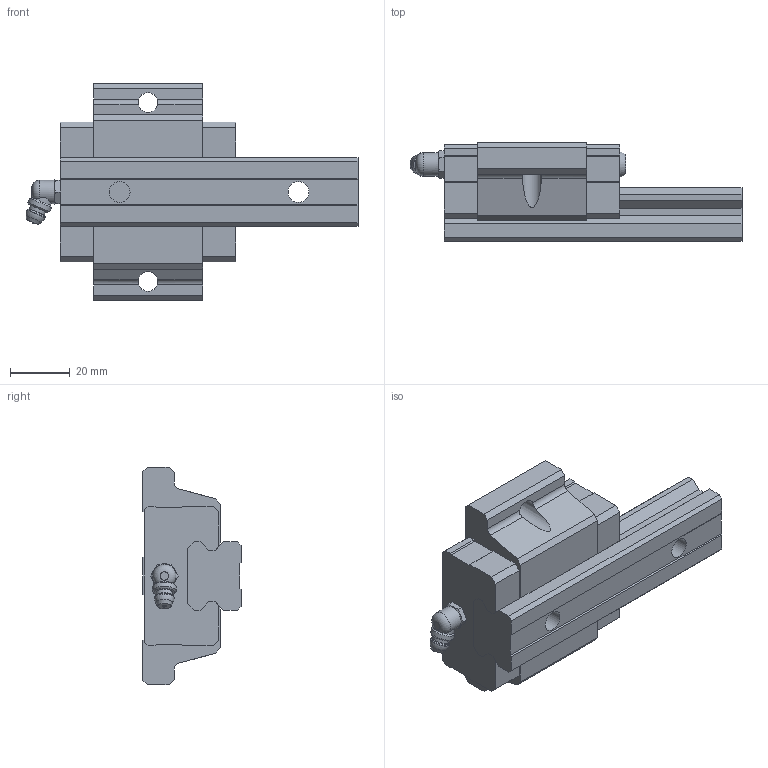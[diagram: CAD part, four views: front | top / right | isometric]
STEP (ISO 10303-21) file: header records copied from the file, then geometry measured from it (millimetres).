
FILE_DESCRIPTION(/* description */ ('STEP AP214'),/* implementation_level */ '2;1');
FILE_NAME(/* name */ 'LSD25F1S1X100S20AN-M6',/* time_stamp */ '2022-10-31T19:58:30+01:00',/* author */ ('License CC BY-ND 4.0'),/* organization */ ('CADENAS'),/* preprocessor_version */ 'ST-DEVELOPER v18.102',/* originating_system */ 'PARTsolutions',/* authorisation */ ' ');
FILE_SCHEMA (('AUTOMOTIVE_DESIGN {1 0 10303 214 3 1 1}'));
Length unit declared in the file: millimetre
Products named in the file (4): LSD25F1S1X100S20AN-M6; LSD25BK-F1S-N-A-M6; LSD25RLX100-S20-N-D; LSD25F1S1X100S20AN-M6_d
Assembly tree (3 placements, depth 2):
  LSD25F1S1X100S20AN-M6
    LSD25BK-F1S-N-A-M6
    LSD25RLX100-S20-N-D
    LSD25F1S1X100S20AN-M6_d
Bounding box: 111.46 x 33 x 73 mm (x, y, z)
Volume: 106853.4 mm3; surface area: 24879.6 mm2
Topology: 2 solids, 2 shells, 147 faces, 409 edges, 271 vertices
Faces by surface type: plane 119, cylinder 16, cone 6, torus 5, sphere 1
Full cylindrical faces by diameter (mm): 5.5 x1, 6.6 x1, 6.647 x2, 7 x2, 7.85 x1, 8 x1, 11.2 x2
Entity records: 4606 total; most frequent: CARTESIAN_POINT 875, ORIENTED_EDGE 756, DIRECTION 702, EDGE_CURVE 378, LINE 312, VECTOR 312, VERTEX_POINT 261, AXIS2_PLACEMENT_3D 195
